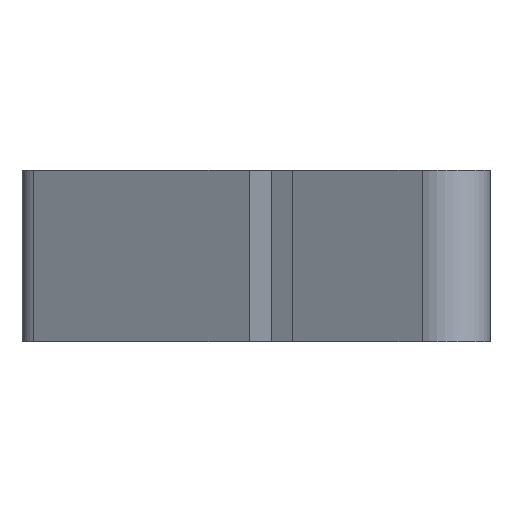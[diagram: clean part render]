
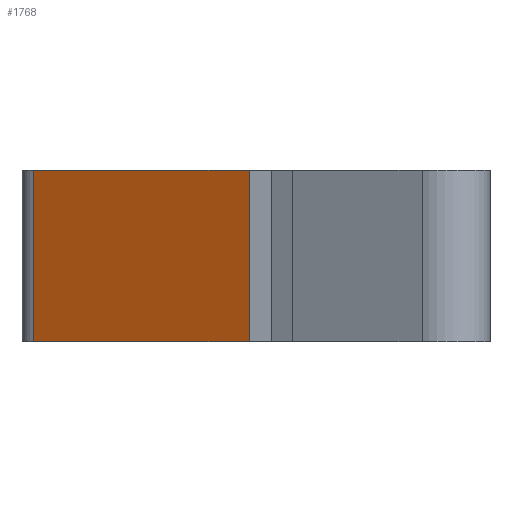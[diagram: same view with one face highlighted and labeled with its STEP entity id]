
A CAD part, left-side view. The second image highlights one B-rep face of the part: STEP entity #1768.
In plain terms, the highlighted planar face has unit normal (-0.866, 0.5, 0).
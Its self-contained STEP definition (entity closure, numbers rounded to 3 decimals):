
#22=DIRECTION('',(-0.5,-0.866,0.));
#23=VECTOR('',#22,11.025);
#24=CARTESIAN_POINT('',(-5.382,9.85,-3.8));
#25=LINE('',#24,#23);
#449=DIRECTION('',(0.,0.,1.));
#450=VECTOR('',#449,7.6);
#451=CARTESIAN_POINT('',(-10.894,0.302,-3.8));
#452=LINE('',#451,#450);
#453=DIRECTION('',(0.,0.,1.));
#454=VECTOR('',#453,7.6);
#455=CARTESIAN_POINT('',(-5.382,9.85,-3.8));
#456=LINE('',#455,#454);
#677=DIRECTION('',(-0.5,-0.866,0.));
#678=VECTOR('',#677,11.025);
#679=CARTESIAN_POINT('',(-5.382,9.85,3.8));
#680=LINE('',#679,#678);
#682=CARTESIAN_POINT('',(-5.382,9.85,-3.8));
#684=VERTEX_POINT('',#682);
#685=CARTESIAN_POINT('',(-10.894,0.302,-3.8));
#686=VERTEX_POINT('',#685);
#790=CARTESIAN_POINT('',(-5.382,9.85,3.8));
#792=VERTEX_POINT('',#790);
#793=CARTESIAN_POINT('',(-10.894,0.302,3.8));
#794=VERTEX_POINT('',#793);
#1756=CARTESIAN_POINT('',(-5.382,9.85,-3.8));
#1757=DIRECTION('',(-0.866,0.5,0.));
#1758=DIRECTION('',(-0.5,-0.866,0.));
#1759=AXIS2_PLACEMENT_3D('',#1756,#1757,#1758);
#1760=PLANE('',#1759);
#1761=ORIENTED_EDGE('',*,*,#904,.F.);
#1762=ORIENTED_EDGE('',*,*,#1023,.T.);
#1764=ORIENTED_EDGE('',*,*,#1763,.T.);
#1765=ORIENTED_EDGE('',*,*,#1748,.F.);
#1766=EDGE_LOOP('',(#1761,#1762,#1764,#1765));
#1767=FACE_OUTER_BOUND('',#1766,.F.);
#904=EDGE_CURVE('',#684,#686,#25,.T.);
#1023=EDGE_CURVE('',#684,#792,#456,.T.);
#1748=EDGE_CURVE('',#686,#794,#452,.T.);
#1763=EDGE_CURVE('',#792,#794,#680,.T.);
#1768=ADVANCED_FACE('',(#1767),#1760,.T.);
